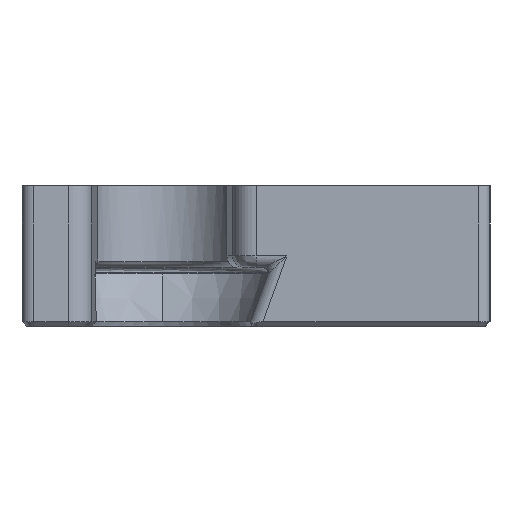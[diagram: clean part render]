
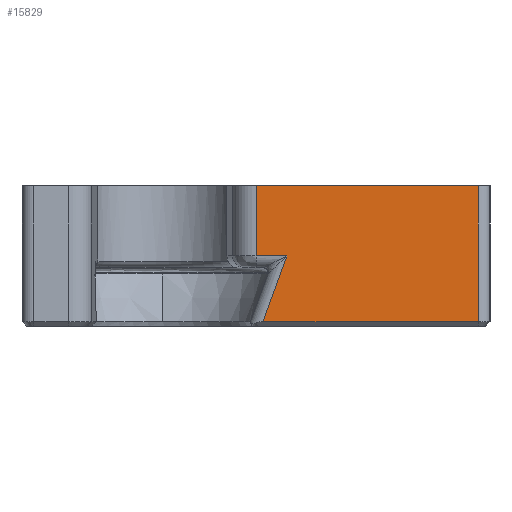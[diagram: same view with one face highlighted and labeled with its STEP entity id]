
A CAD part, left-side view. The second image highlights one B-rep face of the part: STEP entity #15829.
In plain terms, the highlighted planar face has unit normal (-1, 0, 0).
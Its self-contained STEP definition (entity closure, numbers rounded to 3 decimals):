
#107 = VERTEX_POINT ( 'NONE', #15575 ) ;
#304 = EDGE_CURVE ( 'NONE', #19226, #107, #3199, .T. ) ;
#538 = LINE ( 'NONE', #6809, #1166 ) ;
#846 = VERTEX_POINT ( 'NONE', #18186 ) ;
#1166 = VECTOR ( 'NONE', #2530, 1000. ) ;
#1287 = CARTESIAN_POINT ( 'NONE',  ( -149.3, 0.5, 6. ) ) ;
#1650 = CARTESIAN_POINT ( 'NONE',  ( -149.3, 24.2, 3. ) ) ;
#2530 = DIRECTION ( 'NONE',  ( 0., 0., -1. ) ) ;
#3030 = DIRECTION ( 'NONE',  ( 0., 1., 0. ) ) ;
#3079 = DIRECTION ( 'NONE',  ( 0., 1., 0. ) ) ;
#3199 = LINE ( 'NONE', #12407, #4806 ) ;
#3832 = LINE ( 'NONE', #11339, #4855 ) ;
#4806 = VECTOR ( 'NONE', #3079, 1000. ) ;
#4855 = VECTOR ( 'NONE', #6153, 1000. ) ;
#4927 = ORIENTED_EDGE ( 'NONE', *, *, #13378, .F. ) ;
#5339 = ORIENTED_EDGE ( 'NONE', *, *, #14974, .F. ) ;
#6153 = DIRECTION ( 'NONE',  ( 0., -1., 0. ) ) ;
#6712 = FACE_OUTER_BOUND ( 'NONE', #14271, .T. ) ;
#6809 = CARTESIAN_POINT ( 'NONE',  ( -149.3, 0.5, 4.5 ) ) ;
#7172 = AXIS2_PLACEMENT_3D ( 'NONE', #19809, #17953, #3030 ) ;
#7740 = CARTESIAN_POINT ( 'NONE',  ( -149.3, 8.686, 3. ) ) ;
#8115 = VERTEX_POINT ( 'NONE', #7740 ) ;
#8206 = CARTESIAN_POINT ( 'NONE',  ( -149.3, 9.992, 3. ) ) ;
#9017 = EDGE_CURVE ( 'NONE', #107, #8115, #20627, .T. ) ;
#9200 = DIRECTION ( 'NONE',  ( 0., 1., 0. ) ) ;
#10914 = LINE ( 'NONE', #16636, #22125 ) ;
#11339 = CARTESIAN_POINT ( 'NONE',  ( -149.3, 0., 6. ) ) ;
#11776 = ORIENTED_EDGE ( 'NONE', *, *, #17644, .F. ) ;
#12358 = PLANE ( 'NONE',  #7172 ) ;
#12407 = CARTESIAN_POINT ( 'NONE',  ( -149.3, 20.2, 0.2 ) ) ;
#13378 = EDGE_CURVE ( 'NONE', #15795, #846, #10914, .T. ) ;
#14271 = EDGE_LOOP ( 'NONE', ( #17261, #4927, #5339, #16240, #20840, #11776 ) ) ;
#14825 = DIRECTION ( 'NONE',  ( 0., 0., 1. ) ) ;
#14974 = EDGE_CURVE ( 'NONE', #8115, #15795, #18445, .T. ) ;
#15138 = DIRECTION ( 'NONE',  ( 0., -0.342, 0.94 ) ) ;
#15575 = CARTESIAN_POINT ( 'NONE',  ( -149.3, 9.705, 0.2 ) ) ;
#15795 = VERTEX_POINT ( 'NONE', #8206 ) ;
#15829 = ADVANCED_FACE ( 'NONE', ( #6712 ), #12358, .F. ) ;
#16240 = ORIENTED_EDGE ( 'NONE', *, *, #9017, .F. ) ;
#16418 = EDGE_CURVE ( 'NONE', #846, #19847, #3832, .T. ) ;
#16636 = CARTESIAN_POINT ( 'NONE',  ( -149.3, 9.992, 4.5 ) ) ;
#16951 = CARTESIAN_POINT ( 'NONE',  ( -149.3, 9.705, 0.2 ) ) ;
#17261 = ORIENTED_EDGE ( 'NONE', *, *, #16418, .F. ) ;
#17644 = EDGE_CURVE ( 'NONE', #19847, #19226, #538, .T. ) ;
#17953 = DIRECTION ( 'NONE',  ( 1., 0., 0. ) ) ;
#18186 = CARTESIAN_POINT ( 'NONE',  ( -149.3, 9.992, 6. ) ) ;
#18425 = CARTESIAN_POINT ( 'NONE',  ( -149.3, 0.5, 0.2 ) ) ;
#18445 = LINE ( 'NONE', #1650, #19849 ) ;
#19226 = VERTEX_POINT ( 'NONE', #18425 ) ;
#19809 = CARTESIAN_POINT ( 'NONE',  ( -149.3, 20.2, 4.5 ) ) ;
#19847 = VERTEX_POINT ( 'NONE', #1287 ) ;
#19849 = VECTOR ( 'NONE', #9200, 1000. ) ;
#20627 = LINE ( 'NONE', #16951, #22442 ) ;
#20840 = ORIENTED_EDGE ( 'NONE', *, *, #304, .F. ) ;
#22125 = VECTOR ( 'NONE', #14825, 1000. ) ;
#22442 = VECTOR ( 'NONE', #15138, 1000. ) ;
